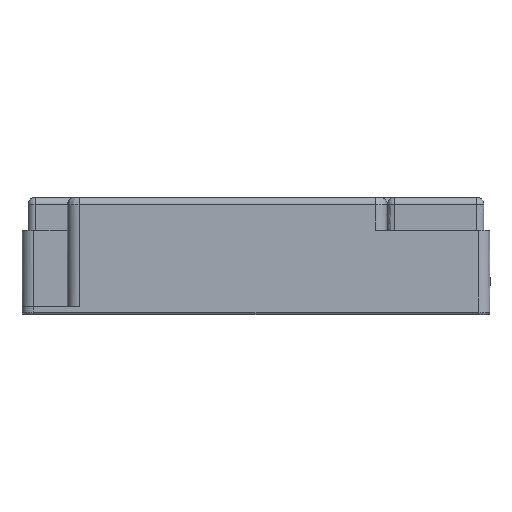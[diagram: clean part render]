
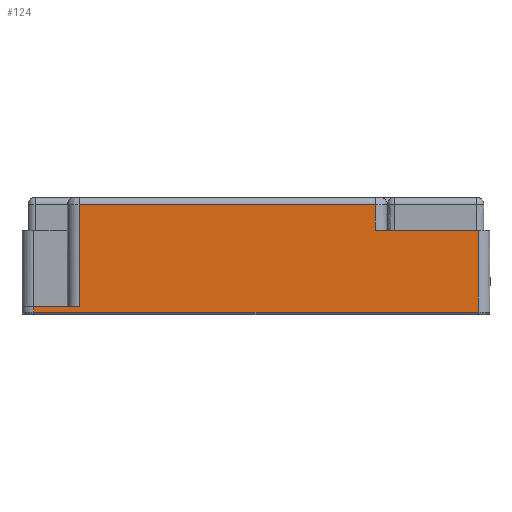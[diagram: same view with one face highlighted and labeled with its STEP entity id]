
A CAD part, front view. The second image highlights one B-rep face of the part: STEP entity #124.
In plain terms, the highlighted planar face has unit normal (0, -1, 0).
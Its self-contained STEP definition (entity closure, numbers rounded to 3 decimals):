
#124=ADVANCED_FACE('',(#320),#3157,.T.);
#320=FACE_OUTER_BOUND('',#516,.T.);
#516=EDGE_LOOP('',(#1111,#1112,#1113,#1114,#1115,#1116,#1117,#1118));
#1111=ORIENTED_EDGE('',*,*,#1921,.F.);
#1112=ORIENTED_EDGE('',*,*,#1918,.F.);
#1113=ORIENTED_EDGE('',*,*,#1923,.T.);
#1114=ORIENTED_EDGE('',*,*,#1924,.T.);
#1115=ORIENTED_EDGE('',*,*,#1925,.T.);
#1116=ORIENTED_EDGE('',*,*,#1926,.T.);
#1117=ORIENTED_EDGE('',*,*,#1927,.T.);
#1118=ORIENTED_EDGE('',*,*,#1855,.F.);
#1855=EDGE_CURVE('',#2818,#2820,#2475,.T.);
#1918=EDGE_CURVE('',#2869,#2870,#2516,.T.);
#1921=EDGE_CURVE('',#2870,#2818,#2518,.T.);
#1923=EDGE_CURVE('',#2869,#2872,#2520,.T.);
#1924=EDGE_CURVE('',#2872,#2873,#2521,.T.);
#1925=EDGE_CURVE('',#2873,#2874,#2522,.T.);
#1926=EDGE_CURVE('',#2874,#2875,#2523,.T.);
#1927=EDGE_CURVE('',#2875,#2820,#2524,.T.);
#2475=B_SPLINE_CURVE_WITH_KNOTS('',1,(#6429,#6430),.UNSPECIFIED.,.F.,.F.,
(2,2),(0.,95.),.UNSPECIFIED.);
#2516=B_SPLINE_CURVE_WITH_KNOTS('',1,(#6601,#6602),.UNSPECIFIED.,.F.,.F.,
(2,2),(0.,22.),.UNSPECIFIED.);
#2518=B_SPLINE_CURVE_WITH_KNOTS('',1,(#6608,#6609),.UNSPECIFIED.,.F.,.F.,
(2,2),(0.,17.5),.UNSPECIFIED.);
#2520=B_SPLINE_CURVE_WITH_KNOTS('',1,(#6614,#6615),.UNSPECIFIED.,.F.,.F.,
(2,2),(0.,5.5),.UNSPECIFIED.);
#2521=B_SPLINE_CURVE_WITH_KNOTS('',1,(#6616,#6617),.UNSPECIFIED.,.F.,.F.,
(2,2),(0.,63.3),.UNSPECIFIED.);
#2522=B_SPLINE_CURVE_WITH_KNOTS('',1,(#6618,#6619),.UNSPECIFIED.,.F.,.F.,
(2,2),(0.,21.8),.UNSPECIFIED.);
#2523=B_SPLINE_CURVE_WITH_KNOTS('',1,(#6620,#6621),.UNSPECIFIED.,.F.,.F.,
(2,2),(0.,9.7),.UNSPECIFIED.);
#2524=B_SPLINE_CURVE_WITH_KNOTS('',1,(#6622,#6623),.UNSPECIFIED.,.F.,.F.,
(2,2),(0.,1.2),.UNSPECIFIED.);
#2818=VERTEX_POINT('',#6172);
#2820=VERTEX_POINT('',#6174);
#2869=VERTEX_POINT('',#6223);
#2870=VERTEX_POINT('',#6224);
#2872=VERTEX_POINT('',#6226);
#2873=VERTEX_POINT('',#6227);
#2874=VERTEX_POINT('',#6228);
#2875=VERTEX_POINT('',#6229);
#3157=PLANE('',#3291);
#3291=AXIS2_PLACEMENT_3D('',#5290,#3409,$);
#3409=DIRECTION('',(0.,-1.,0.));
#5290=CARTESIAN_POINT('',(-57.044,-19.1,25.844));
#6172=CARTESIAN_POINT('',(47.5,-19.1,0.5));
#6174=CARTESIAN_POINT('',(-47.5,-19.1,0.5));
#6223=CARTESIAN_POINT('',(25.5,-19.1,18.));
#6224=CARTESIAN_POINT('',(47.5,-19.1,18.));
#6226=CARTESIAN_POINT('',(25.5,-19.1,23.5));
#6227=CARTESIAN_POINT('',(-37.8,-19.1,23.5));
#6228=CARTESIAN_POINT('',(-37.8,-19.1,1.7));
#6229=CARTESIAN_POINT('',(-47.5,-19.1,1.7));
#6429=CARTESIAN_POINT('',(47.5,-19.1,0.5));
#6430=CARTESIAN_POINT('',(-47.5,-19.1,0.5));
#6601=CARTESIAN_POINT('',(25.5,-19.1,18.));
#6602=CARTESIAN_POINT('',(47.5,-19.1,18.));
#6608=CARTESIAN_POINT('',(47.5,-19.1,18.));
#6609=CARTESIAN_POINT('',(47.5,-19.1,0.5));
#6614=CARTESIAN_POINT('',(25.5,-19.1,18.));
#6615=CARTESIAN_POINT('',(25.5,-19.1,23.5));
#6616=CARTESIAN_POINT('',(25.5,-19.1,23.5));
#6617=CARTESIAN_POINT('',(-37.8,-19.1,23.5));
#6618=CARTESIAN_POINT('',(-37.8,-19.1,23.5));
#6619=CARTESIAN_POINT('',(-37.8,-19.1,1.7));
#6620=CARTESIAN_POINT('',(-37.8,-19.1,1.7));
#6621=CARTESIAN_POINT('',(-47.5,-19.1,1.7));
#6622=CARTESIAN_POINT('',(-47.5,-19.1,1.7));
#6623=CARTESIAN_POINT('',(-47.5,-19.1,0.5));
